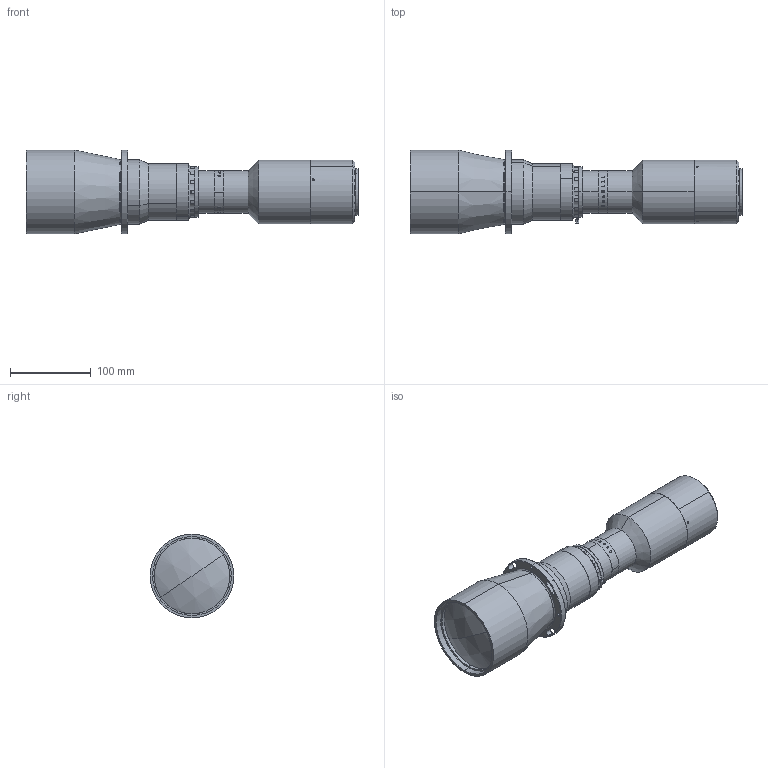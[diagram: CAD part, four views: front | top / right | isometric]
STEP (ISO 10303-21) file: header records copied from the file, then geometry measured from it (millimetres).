
FILE_DESCRIPTION (( 'STEP AP203' ), '1' );
FILE_NAME ('XF-PTL08044-M58-11.48-VI.STEP', '2019-02-18T02:40:55', ( 'zhanghp' ), ( '' ), 'SwSTEP 2.0', 'SolidWorks 2014', '' );
FILE_SCHEMA (( 'CONFIG_CONTROL_DESIGN' ));
Length unit declared in the file: millimetre
Products named in the file (1): XF-PTL08044-M58-11.48-VI
Bounding box: 412.24 x 104 x 104 mm (x, y, z)
Surface area: 148254.5 mm2 (no closed solid volume)
Topology: 0 solids, 30 shells, 196 faces, 1031 edges, 867 vertices
Faces by surface type: cylinder 129, cone 36, plane 23, torus 4, sphere 2, bspline 2
Entity records: 16037 total; most frequent: CARTESIAN_POINT 8290, DIRECTION 1526, ORIENTED_EDGE 1375, EDGE_CURVE 1031, VERTEX_POINT 867, AXIS2_PLACEMENT_3D 623, CIRCLE 428, B_SPLINE_CURVE_WITH_KNOTS 323
